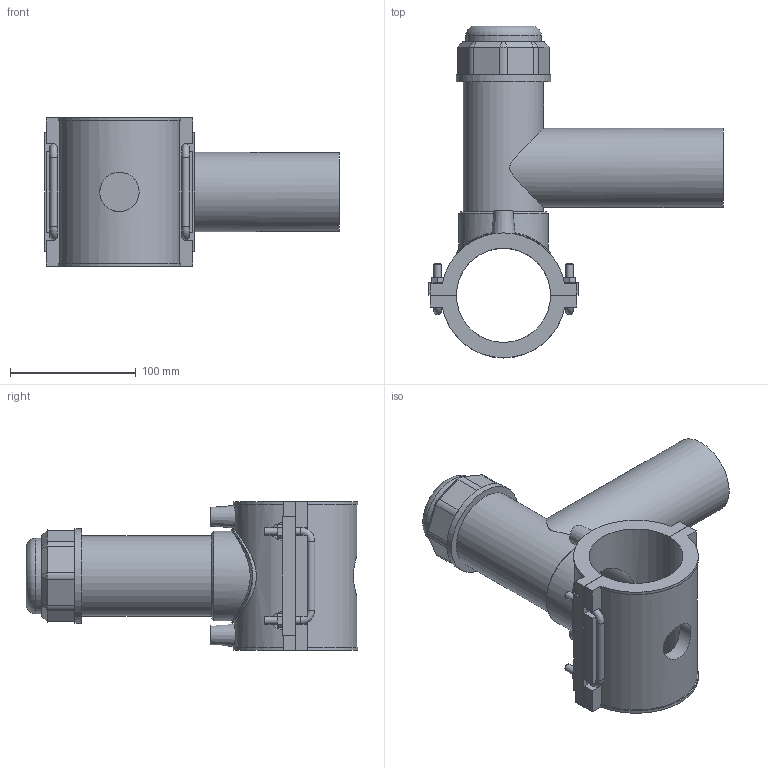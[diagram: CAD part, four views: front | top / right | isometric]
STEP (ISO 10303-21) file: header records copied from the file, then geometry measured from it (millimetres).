
FILE_DESCRIPTION(/* description */ ('PLASSON TAPPING SADDLE 75x63'),/* implementation_level */ '2;1');
FILE_NAME(/* name */ '496304075063.ipt.stp',/* time_stamp */ '2018-05-02T16:15:43+03:00',/* author */ ('KIM'),/* organization */ (''),/* preprocessor_version */ 'ST-DEVELOPER v15.6',/* originating_system */ 'Autodesk Inventor 2015',/* authorisation */ '');
FILE_SCHEMA (('AUTOMOTIVE_DESIGN { 1 0 10303 214 3 1 1 }'));
Length unit declared in the file: millimetre
Products named in the file (1): 496304075063
Bounding box: 234.5 x 264.23 x 118 mm (x, y, z)
Volume: 852098.1 mm3; surface area: 203655 mm2
Topology: 1 solids, 1 shells, 185 faces, 464 edges, 299 vertices
Faces by surface type: plane 111, cylinder 49, cone 15, torus 5, bspline 5
Full cylindrical faces by diameter (mm): 4 x2, 6 x10, 10 x2, 31.36 x1, 50.4 x1, 52.5 x1, 60 x1, 63 x1, 63.75 x1, 71.25 x1, 75 x2
Entity records: 6513 total; most frequent: CARTESIAN_POINT 2144, ORIENTED_EDGE 890, DIRECTION 859, EDGE_CURVE 435, VERTEX_POINT 295, AXIS2_PLACEMENT_3D 290, LINE 279, VECTOR 279
